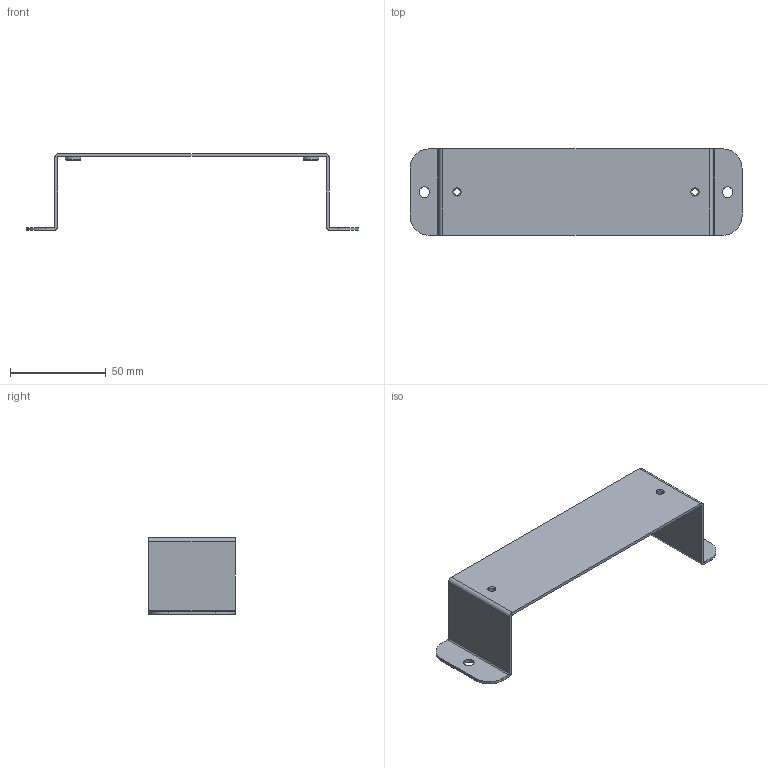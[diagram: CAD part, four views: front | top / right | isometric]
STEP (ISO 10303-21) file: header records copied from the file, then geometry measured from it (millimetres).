
FILE_DESCRIPTION (( 'STEP AP203' ), '1' );
FILE_NAME ('MS001-B.03.024JS.1.1 煦盄碟假蚾鍼踢.step', '2021-08-27T10:51:40', ( 'Windows User' ), ( 'P R C' ), 'SwSTEP 2.0', 'SolidWorks 2016', '' );
FILE_SCHEMA (( 'CONFIG_CONTROL_DESIGN' ));
Length unit declared in the file: millimetre
Products named in the file (1): MS001-B.03.024JS.1.1 煦盄碟假蚾鍼踢
Bounding box: 173 x 45 x 40 mm (x, y, z)
Volume: 16648.7 mm3; surface area: 23048.7 mm2
Topology: 1 solids, 1 shells, 52 faces, 133 edges, 85 vertices
Faces by surface type: cylinder 24, plane 16, cone 12
Entity records: 1683 total; most frequent: DIRECTION 300, CARTESIAN_POINT 271, ORIENTED_EDGE 266, EDGE_CURVE 133, AXIS2_PLACEMENT_3D 114, VERTEX_POINT 85, LINE 72, VECTOR 72
